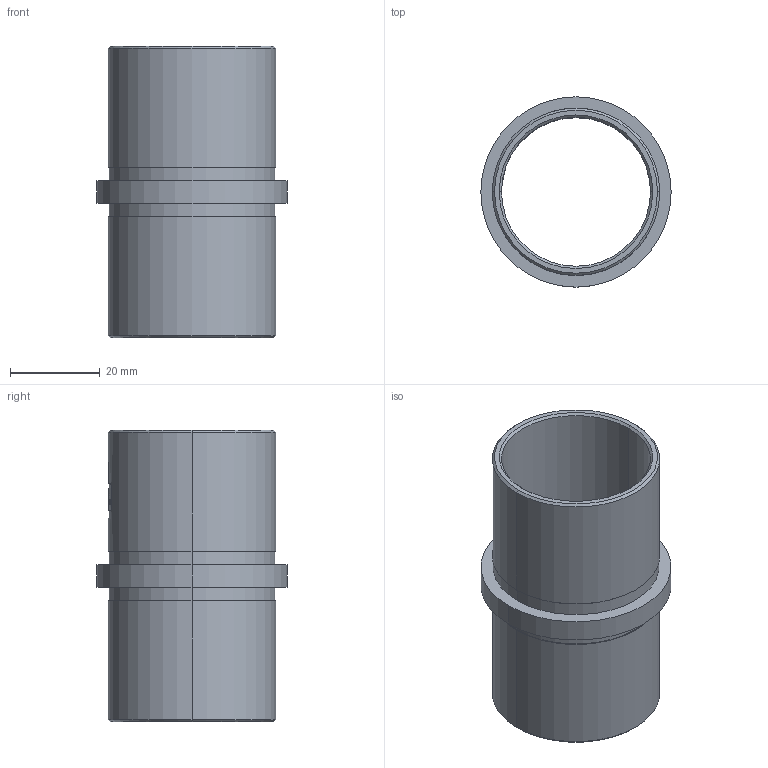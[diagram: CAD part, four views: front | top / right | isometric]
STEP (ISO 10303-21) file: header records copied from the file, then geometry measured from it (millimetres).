
FILE_DESCRIPTION (( 'STEP AP203' ), '1' );
FILE_NAME ('50042-240-25.step', '2018-07-16T13:03:39', ( '' ), ( '' ), 'SwSTEP 2.0', 'SolidWorks 2015', '' );
FILE_SCHEMA (( 'CONFIG_CONTROL_DESIGN' ));
Length unit declared in the file: millimetre
Products named in the file (1): 50042-240-25
Bounding box: 42.4 x 42.4 x 65 mm (x, y, z)
Volume: 16150 mm3; surface area: 15544.8 mm2
Topology: 1 solids, 1 shells, 476 faces, 1280 edges, 840 vertices
Faces by surface type: plane 232, bspline 166, cylinder 70, cone 8
Entity records: 21831 total; most frequent: CARTESIAN_POINT 11135, ORIENTED_EDGE 2560, DIRECTION 1652, EDGE_CURVE 1280, VERTEX_POINT 840, VECTOR 610, LINE 610, AXIS2_PLACEMENT_3D 521
